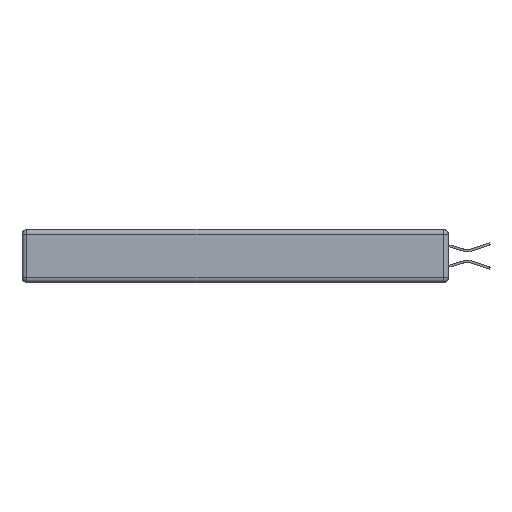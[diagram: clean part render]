
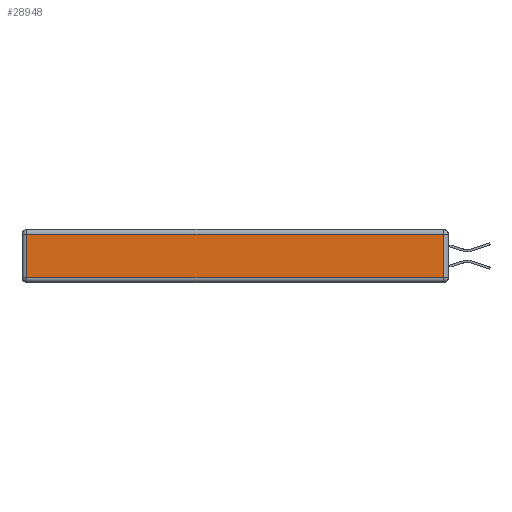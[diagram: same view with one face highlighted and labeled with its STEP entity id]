
A CAD part, left-side view. The second image highlights one B-rep face of the part: STEP entity #28948.
In plain terms, the highlighted planar face has unit normal (-1, 0, 0).
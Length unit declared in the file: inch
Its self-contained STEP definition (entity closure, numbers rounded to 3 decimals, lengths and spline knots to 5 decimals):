
#2229 = ORIENTED_EDGE ( 'NONE', *, *, #24844, .T. ) ;
#3658 = VECTOR ( 'NONE', #16382, 39.37008 ) ;
#3977 = VECTOR ( 'NONE', #29203, 39.37008 ) ;
#5442 = EDGE_CURVE ( 'NONE', #28648, #13795, #17589, .T. ) ;
#5465 = LINE ( 'NONE', #11985, #3658 ) ;
#6769 = ORIENTED_EDGE ( 'NONE', *, *, #28281, .T. ) ;
#7324 = CARTESIAN_POINT ( 'NONE',  ( 0., 2.72, -0.03 ) ) ;
#11985 = CARTESIAN_POINT ( 'NONE',  ( 0., 0.03, -0.343 ) ) ;
#12167 = CARTESIAN_POINT ( 'NONE',  ( 0., 2.72, -0.313 ) ) ;
#12426 = EDGE_CURVE ( 'NONE', #13795, #17397, #15545, .T. ) ;
#13068 = DIRECTION ( 'NONE',  ( -1., 0., 0. ) ) ;
#13693 = CARTESIAN_POINT ( 'NONE',  ( 0., 0.03, -0.313 ) ) ;
#13795 = VERTEX_POINT ( 'NONE', #7324 ) ;
#14983 = CARTESIAN_POINT ( 'NONE',  ( 0., 0., -0.343 ) ) ;
#15545 = LINE ( 'NONE', #26870, #24874 ) ;
#16382 = DIRECTION ( 'NONE',  ( 0., 0., 1. ) ) ;
#16797 = DIRECTION ( 'NONE',  ( 0., -1., 0. ) ) ;
#17397 = VERTEX_POINT ( 'NONE', #12167 ) ;
#17589 = LINE ( 'NONE', #17885, #3977 ) ;
#17845 = VECTOR ( 'NONE', #16797, 39.37008 ) ;
#17885 = CARTESIAN_POINT ( 'NONE',  ( 0., 2.75, -0.03 ) ) ;
#17989 = ORIENTED_EDGE ( 'NONE', *, *, #5442, .T. ) ;
#19613 = VERTEX_POINT ( 'NONE', #13693 ) ;
#19982 = DIRECTION ( 'NONE',  ( 0., 0., -1. ) ) ;
#20726 = LINE ( 'NONE', #28539, #17845 ) ;
#22609 = AXIS2_PLACEMENT_3D ( 'NONE', #14983, #13068, #24094 ) ;
#24094 = DIRECTION ( 'NONE',  ( 0., 0., 1. ) ) ;
#24599 = FACE_OUTER_BOUND ( 'NONE', #25726, .T. ) ;
#24844 = EDGE_CURVE ( 'NONE', #19613, #28648, #5465, .T. ) ;
#24874 = VECTOR ( 'NONE', #19982, 39.37008 ) ;
#25726 = EDGE_LOOP ( 'NONE', ( #6769, #2229, #17989, #26104 ) ) ;
#26104 = ORIENTED_EDGE ( 'NONE', *, *, #12426, .T. ) ;
#26795 = PLANE ( 'NONE',  #22609 ) ;
#26870 = CARTESIAN_POINT ( 'NONE',  ( 0., 2.72, -0.343 ) ) ;
#28281 = EDGE_CURVE ( 'NONE', #17397, #19613, #20726, .T. ) ;
#28539 = CARTESIAN_POINT ( 'NONE',  ( 0., 0., -0.313 ) ) ;
#28648 = VERTEX_POINT ( 'NONE', #29129 ) ;
#28948 = ADVANCED_FACE ( 'NONE', ( #24599 ), #26795, .T. ) ;
#29129 = CARTESIAN_POINT ( 'NONE',  ( 0., 0.03, -0.03 ) ) ;
#29203 = DIRECTION ( 'NONE',  ( 0., 1., 0. ) ) ;
